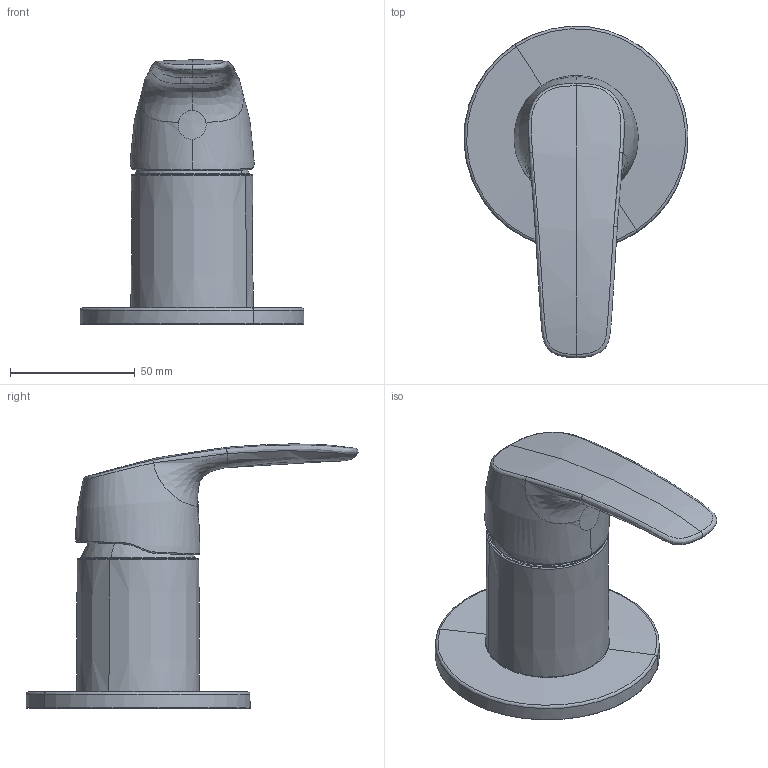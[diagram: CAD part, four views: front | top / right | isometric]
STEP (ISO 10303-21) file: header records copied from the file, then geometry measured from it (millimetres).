
FILE_DESCRIPTION (( 'STEP AP203' ), '1' );
FILE_NAME ('50669983.STEP', '2018-06-07T05:25:36', ( '' ), ( '' ), 'SwSTEP 2.0', 'SolidWorks 2016', '' );
FILE_SCHEMA (( 'CONFIG_CONTROL_DESIGN' ));
Length unit declared in the file: millimetre
Products named in the file (1): 50669983
Bounding box: 89.81 x 133.13 x 106.01 mm (x, y, z)
Volume: 223516.1 mm3; surface area: 32786.8 mm2
Topology: 1 solids, 1 shells, 54 faces, 129 edges, 79 vertices
Faces by surface type: bspline 26, torus 8, plane 7, cylinder 5, cone 4, sphere 4
Entity records: 9051 total; most frequent: CARTESIAN_POINT 7917, ORIENTED_EDGE 258, DIRECTION 161, EDGE_CURVE 129, VERTEX_POINT 79, AXIS2_PLACEMENT_3D 74, B_SPLINE_CURVE_WITH_KNOTS 71, EDGE_LOOP 56
